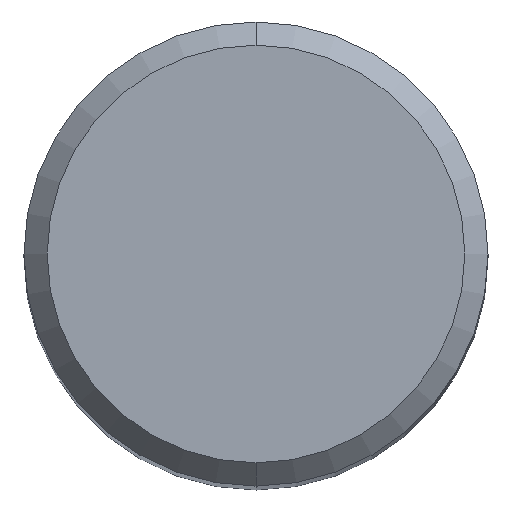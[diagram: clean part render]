
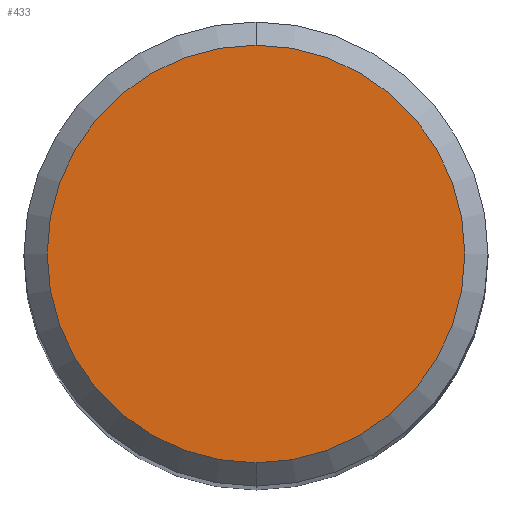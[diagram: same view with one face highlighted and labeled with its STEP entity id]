
A CAD part, top view. The second image highlights one B-rep face of the part: STEP entity #433.
In plain terms, the highlighted planar face has unit normal (0, 0, 1).
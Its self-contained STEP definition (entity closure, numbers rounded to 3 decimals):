
#291=EDGE_CURVE('',#371,#325,#593,.T.);
#325=VERTEX_POINT('',#628);
#371=VERTEX_POINT('',#680);
#413=EDGE_CURVE('',#325,#371,#726,.T.);
#433=ADVANCED_FACE('',(#749),#750,.T.);
#593=CIRCLE('',#1123,4.5);
#628=CARTESIAN_POINT('',(0.0,4.5,47.654));
#680=CARTESIAN_POINT('',(0.,-4.5,47.654));
#726=CIRCLE('',#1363,4.5);
#749=FACE_OUTER_BOUND('',#1402,.T.);
#750=PLANE('',#1403);
#1123=AXIS2_PLACEMENT_3D('',#1549,#1550,#1551);
#1363=AXIS2_PLACEMENT_3D('',#1693,#1694,#1695);
#1402=EDGE_LOOP('',(#1719,#1720));
#1403=AXIS2_PLACEMENT_3D('',#1721,#1722,#1723);
#1549=CARTESIAN_POINT('',(0.0,0.0,47.654));
#1550=DIRECTION('',(0.0,0.0,-1.0));
#1551=DIRECTION('',(0.0,1.0,0.0));
#1693=CARTESIAN_POINT('',(0.0,0.0,47.654));
#1694=DIRECTION('',(0.0,0.0,-1.0));
#1695=DIRECTION('',(0.0,1.0,0.0));
#1719=ORIENTED_EDGE('',*,*,#413,.F.);
#1720=ORIENTED_EDGE('',*,*,#291,.F.);
#1721=CARTESIAN_POINT('',(0.0,2.25,47.654));
#1722=DIRECTION('',(-0.0,0.0,1.0));
#1723=DIRECTION('',(0.0,-1.0,0.0));
